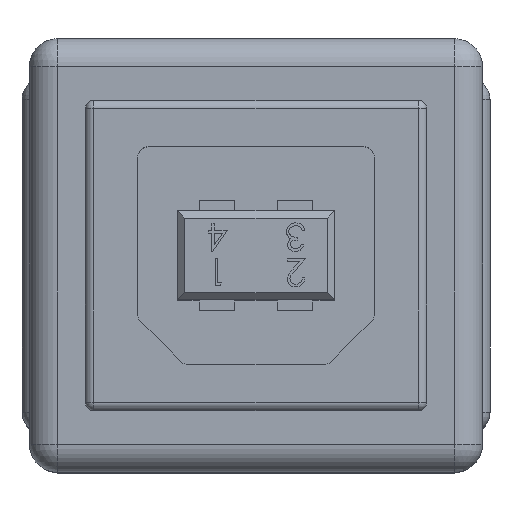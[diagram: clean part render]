
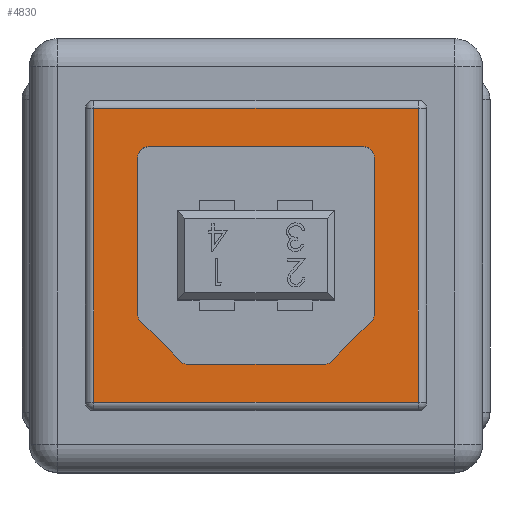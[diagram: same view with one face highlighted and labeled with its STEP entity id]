
A CAD part, top view. The second image highlights one B-rep face of the part: STEP entity #4830.
In plain terms, the highlighted planar face has unit normal (0, 0, 1).
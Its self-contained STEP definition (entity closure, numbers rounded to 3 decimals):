
#41 = ORIENTED_EDGE ( 'NONE', *, *, #9869, .T. ) ;
#139 = AXIS2_PLACEMENT_3D ( 'NONE', #10730, #3352, #11987 ) ;
#168 = EDGE_CURVE ( 'NONE', #9773, #6987, #600, .T. ) ;
#341 = VERTEX_POINT ( 'NONE', #14861 ) ;
#401 = CARTESIAN_POINT ( 'NONE',  ( -4.225, 3.89, 15.3 ) ) ;
#411 = VECTOR ( 'NONE', #13579, 1000. ) ;
#556 = CARTESIAN_POINT ( 'NONE',  ( -3.845, 3.51, 15.3 ) ) ;
#600 = LINE ( 'NONE', #11077, #13328 ) ;
#607 = LINE ( 'NONE', #734, #3108 ) ;
#717 = ORIENTED_EDGE ( 'NONE', *, *, #5019, .T. ) ;
#734 = CARTESIAN_POINT ( 'NONE',  ( -6.1, 5.25, 15.3 ) ) ;
#785 = AXIS2_PLACEMENT_3D ( 'NONE', #556, #9189, #1807 ) ;
#806 = LINE ( 'NONE', #12332, #411 ) ;
#1146 = CARTESIAN_POINT ( 'NONE',  ( 2.595, -3.89, 15.3 ) ) ;
#1297 = AXIS2_PLACEMENT_3D ( 'NONE', #7859, #6630, #5379 ) ;
#1314 = CARTESIAN_POINT ( 'NONE',  ( -5.8, -5.25, 15.3 ) ) ;
#1328 = VERTEX_POINT ( 'NONE', #9769 ) ;
#1348 = EDGE_CURVE ( 'NONE', #11453, #5142, #12436, .T. ) ;
#1363 = CIRCLE ( 'NONE', #785, 0.38 ) ;
#1588 = CARTESIAN_POINT ( 'NONE',  ( 4.225, 3.51, 15.3 ) ) ;
#1807 = DIRECTION ( 'NONE',  ( 1., 0., 0. ) ) ;
#1827 = ORIENTED_EDGE ( 'NONE', *, *, #11710, .T. ) ;
#1915 = EDGE_LOOP ( 'NONE', ( #2921, #9230, #5090, #6268, #2426, #41, #12629, #2444, #11218, #717, #3267, #3546 ) ) ;
#1969 = DIRECTION ( 'NONE',  ( -1., 0., 0. ) ) ;
#2174 = CIRCLE ( 'NONE', #8202, 0.38 ) ;
#2424 = DIRECTION ( 'NONE',  ( 0.707, 0.707, 0. ) ) ;
#2426 = ORIENTED_EDGE ( 'NONE', *, *, #168, .F. ) ;
#2444 = ORIENTED_EDGE ( 'NONE', *, *, #9389, .T. ) ;
#2737 = CARTESIAN_POINT ( 'NONE',  ( -4.225, 3.89, 15.3 ) ) ;
#2921 = ORIENTED_EDGE ( 'NONE', *, *, #9604, .F. ) ;
#3027 = CARTESIAN_POINT ( 'NONE',  ( 2.438, -3.89, 15.3 ) ) ;
#3108 = VECTOR ( 'NONE', #1969, 1000. ) ;
#3267 = ORIENTED_EDGE ( 'NONE', *, *, #11195, .F. ) ;
#3310 = CIRCLE ( 'NONE', #139, 0.38 ) ;
#3352 = DIRECTION ( 'NONE',  ( 0., 0., -1. ) ) ;
#3518 = LINE ( 'NONE', #2737, #13371 ) ;
#3546 = ORIENTED_EDGE ( 'NONE', *, *, #12646, .T. ) ;
#3579 = CARTESIAN_POINT ( 'NONE',  ( -3.845, -2.103, 15.3 ) ) ;
#3887 = VERTEX_POINT ( 'NONE', #6500 ) ;
#4039 = PLANE ( 'NONE',  #9854 ) ;
#4068 = VERTEX_POINT ( 'NONE', #14460 ) ;
#4121 = CARTESIAN_POINT ( 'NONE',  ( -4.225, -2.103, 15.3 ) ) ;
#4316 = AXIS2_PLACEMENT_3D ( 'NONE', #3579, #12209, #4816 ) ;
#4413 = CARTESIAN_POINT ( 'NONE',  ( 3.845, 3.51, 15.3 ) ) ;
#4790 = VERTEX_POINT ( 'NONE', #5292 ) ;
#4816 = DIRECTION ( 'NONE',  ( 1., 0., 0. ) ) ;
#4830 = ADVANCED_FACE ( 'NONE', ( #10586, #7326 ), #4039, .T. ) ;
#4993 = CIRCLE ( 'NONE', #1297, 0.38 ) ;
#5013 = CARTESIAN_POINT ( 'NONE',  ( -6.1, -5.55, 15.3 ) ) ;
#5019 = EDGE_CURVE ( 'NONE', #14803, #341, #4993, .T. ) ;
#5090 = ORIENTED_EDGE ( 'NONE', *, *, #1348, .F. ) ;
#5142 = VERTEX_POINT ( 'NONE', #7387 ) ;
#5292 = CARTESIAN_POINT ( 'NONE',  ( 5.8, 5.25, 15.3 ) ) ;
#5306 = CARTESIAN_POINT ( 'NONE',  ( 4.114, -2.371, 15.3 ) ) ;
#5379 = DIRECTION ( 'NONE',  ( 1., 0., 0. ) ) ;
#5655 = DIRECTION ( 'NONE',  ( 1., 0., 0. ) ) ;
#5887 = VECTOR ( 'NONE', #7547, 1000. ) ;
#5940 = CARTESIAN_POINT ( 'NONE',  ( -2.438, -3.89, 15.3 ) ) ;
#6082 = CARTESIAN_POINT ( 'NONE',  ( 2.438, -3.51, 15.3 ) ) ;
#6180 = DIRECTION ( 'NONE',  ( 0., 1., 0. ) ) ;
#6204 = VECTOR ( 'NONE', #13834, 1000. ) ;
#6268 = ORIENTED_EDGE ( 'NONE', *, *, #9195, .T. ) ;
#6420 = ORIENTED_EDGE ( 'NONE', *, *, #12743, .T. ) ;
#6500 = CARTESIAN_POINT ( 'NONE',  ( -5.8, 5.25, 15.3 ) ) ;
#6574 = CIRCLE ( 'NONE', #4316, 0.38 ) ;
#6630 = DIRECTION ( 'NONE',  ( 0., 0., -1. ) ) ;
#6987 = VERTEX_POINT ( 'NONE', #1588 ) ;
#7326 = FACE_BOUND ( 'NONE', #1915, .T. ) ;
#7327 = DIRECTION ( 'NONE',  ( 1., 0., 0. ) ) ;
#7333 = CARTESIAN_POINT ( 'NONE',  ( -2.595, -3.89, 15.3 ) ) ;
#7387 = CARTESIAN_POINT ( 'NONE',  ( -3.845, 3.89, 15.3 ) ) ;
#7504 = CARTESIAN_POINT ( 'NONE',  ( 5.8, -5.25, 15.3 ) ) ;
#7547 = DIRECTION ( 'NONE',  ( -1., 0., 0. ) ) ;
#7642 = EDGE_CURVE ( 'NONE', #12599, #14470, #15762, .T. ) ;
#7859 = CARTESIAN_POINT ( 'NONE',  ( -2.438, -3.51, 15.3 ) ) ;
#8016 = CARTESIAN_POINT ( 'NONE',  ( 4.225, -2.103, 15.3 ) ) ;
#8202 = AXIS2_PLACEMENT_3D ( 'NONE', #6082, #14714, #7327 ) ;
#8385 = CARTESIAN_POINT ( 'NONE',  ( 6.1, -5.25, 15.3 ) ) ;
#8553 = DIRECTION ( 'NONE',  ( 1., 0., 0. ) ) ;
#9023 = VERTEX_POINT ( 'NONE', #7504 ) ;
#9189 = DIRECTION ( 'NONE',  ( 0., 0., -1. ) ) ;
#9195 = EDGE_CURVE ( 'NONE', #11453, #6987, #13961, .T. ) ;
#9230 = ORIENTED_EDGE ( 'NONE', *, *, #11962, .T. ) ;
#9389 = EDGE_CURVE ( 'NONE', #12599, #14538, #2174, .T. ) ;
#9604 = EDGE_CURVE ( 'NONE', #1328, #11002, #3518, .T. ) ;
#9663 = EDGE_LOOP ( 'NONE', ( #11727, #14277, #1827, #6420 ) ) ;
#9769 = CARTESIAN_POINT ( 'NONE',  ( -4.225, 3.51, 15.3 ) ) ;
#9773 = VERTEX_POINT ( 'NONE', #8016 ) ;
#9854 = AXIS2_PLACEMENT_3D ( 'NONE', #5013, #14838, #12342 ) ;
#9869 = EDGE_CURVE ( 'NONE', #9773, #14470, #3310, .T. ) ;
#10029 = VERTEX_POINT ( 'NONE', #1314 ) ;
#10586 = FACE_OUTER_BOUND ( 'NONE', #9663, .T. ) ;
#10618 = VECTOR ( 'NONE', #14527, 1000. ) ;
#10730 = CARTESIAN_POINT ( 'NONE',  ( 3.845, -2.103, 15.3 ) ) ;
#11002 = VERTEX_POINT ( 'NONE', #4121 ) ;
#11077 = CARTESIAN_POINT ( 'NONE',  ( 4.225, 3.89, 15.3 ) ) ;
#11195 = EDGE_CURVE ( 'NONE', #4068, #341, #806, .T. ) ;
#11218 = ORIENTED_EDGE ( 'NONE', *, *, #15267, .F. ) ;
#11426 = CARTESIAN_POINT ( 'NONE',  ( 3.845, 3.89, 15.3 ) ) ;
#11453 = VERTEX_POINT ( 'NONE', #11426 ) ;
#11582 = EDGE_CURVE ( 'NONE', #4790, #3887, #607, .T. ) ;
#11710 = EDGE_CURVE ( 'NONE', #10029, #9023, #14298, .T. ) ;
#11727 = ORIENTED_EDGE ( 'NONE', *, *, #11582, .T. ) ;
#11815 = EDGE_CURVE ( 'NONE', #3887, #10029, #15661, .T. ) ;
#11821 = AXIS2_PLACEMENT_3D ( 'NONE', #4413, #13024, #5655 ) ;
#11915 = VECTOR ( 'NONE', #8553, 1000. ) ;
#11957 = LINE ( 'NONE', #13558, #12337 ) ;
#11962 = EDGE_CURVE ( 'NONE', #1328, #5142, #1363, .T. ) ;
#11987 = DIRECTION ( 'NONE',  ( 1., 0., 0. ) ) ;
#12055 = CARTESIAN_POINT ( 'NONE',  ( 2.706, -3.779, 15.3 ) ) ;
#12209 = DIRECTION ( 'NONE',  ( 0., 0., -1. ) ) ;
#12332 = CARTESIAN_POINT ( 'NONE',  ( -4.225, -2.26, 15.3 ) ) ;
#12337 = VECTOR ( 'NONE', #6180, 1000. ) ;
#12342 = DIRECTION ( 'NONE',  ( 1., 0., 0. ) ) ;
#12436 = LINE ( 'NONE', #401, #5887 ) ;
#12468 = VECTOR ( 'NONE', #2424, 1000. ) ;
#12584 = CARTESIAN_POINT ( 'NONE',  ( -5.8, -5.55, 15.3 ) ) ;
#12599 = VERTEX_POINT ( 'NONE', #12055 ) ;
#12629 = ORIENTED_EDGE ( 'NONE', *, *, #7642, .F. ) ;
#12646 = EDGE_CURVE ( 'NONE', #4068, #11002, #6574, .T. ) ;
#12743 = EDGE_CURVE ( 'NONE', #9023, #4790, #11957, .T. ) ;
#13024 = DIRECTION ( 'NONE',  ( 0., 0., -1. ) ) ;
#13328 = VECTOR ( 'NONE', #14823, 1000. ) ;
#13371 = VECTOR ( 'NONE', #13844, 1000. ) ;
#13558 = CARTESIAN_POINT ( 'NONE',  ( 5.8, 5.55, 15.3 ) ) ;
#13579 = DIRECTION ( 'NONE',  ( 0.707, -0.707, 0. ) ) ;
#13834 = DIRECTION ( 'NONE',  ( 0., -1., 0. ) ) ;
#13844 = DIRECTION ( 'NONE',  ( 0., -1., 0. ) ) ;
#13961 = CIRCLE ( 'NONE', #11821, 0.38 ) ;
#14277 = ORIENTED_EDGE ( 'NONE', *, *, #11815, .T. ) ;
#14298 = LINE ( 'NONE', #8385, #10618 ) ;
#14460 = CARTESIAN_POINT ( 'NONE',  ( -4.114, -2.371, 15.3 ) ) ;
#14470 = VERTEX_POINT ( 'NONE', #5306 ) ;
#14527 = DIRECTION ( 'NONE',  ( 1., 0., 0. ) ) ;
#14538 = VERTEX_POINT ( 'NONE', #3027 ) ;
#14714 = DIRECTION ( 'NONE',  ( 0., 0., -1. ) ) ;
#14803 = VERTEX_POINT ( 'NONE', #5940 ) ;
#14815 = LINE ( 'NONE', #7333, #11915 ) ;
#14823 = DIRECTION ( 'NONE',  ( 0., 1., 0. ) ) ;
#14838 = DIRECTION ( 'NONE',  ( 0., 0., 1. ) ) ;
#14861 = CARTESIAN_POINT ( 'NONE',  ( -2.706, -3.779, 15.3 ) ) ;
#15267 = EDGE_CURVE ( 'NONE', #14803, #14538, #14815, .T. ) ;
#15661 = LINE ( 'NONE', #12584, #6204 ) ;
#15762 = LINE ( 'NONE', #1146, #12468 ) ;
